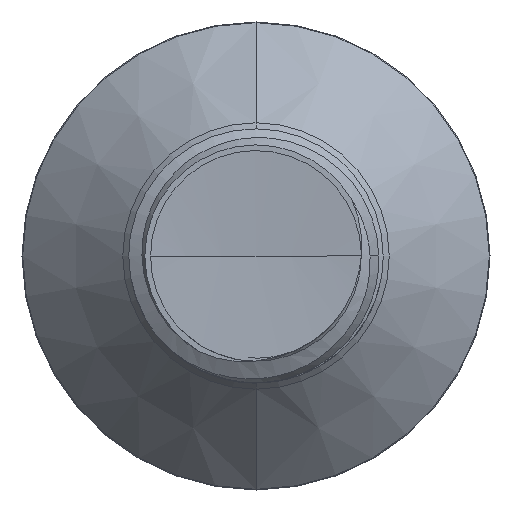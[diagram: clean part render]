
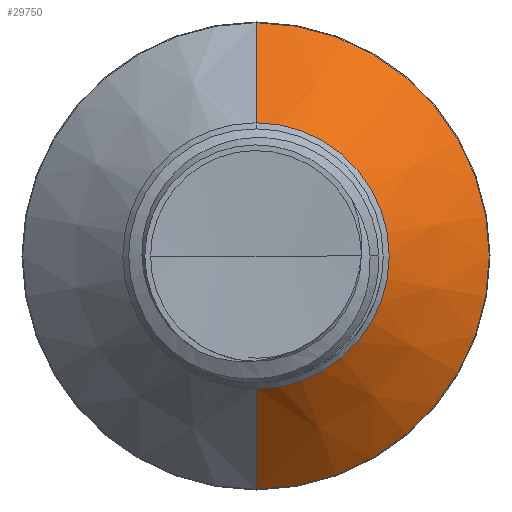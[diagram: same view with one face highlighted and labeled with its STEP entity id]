
A CAD part, front view. The second image highlights one B-rep face of the part: STEP entity #29750.
In plain terms, the highlighted conical face has half-angle 45 degrees and reference radius 2.619 mm.
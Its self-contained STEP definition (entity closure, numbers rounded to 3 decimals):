
#3 = CIRCLE ( 'NONE', #7962, 2.619 ) ;
#350 = ORIENTED_EDGE ( 'NONE', *, *, #10996, .T. ) ;
#550 = DIRECTION ( 'NONE',  ( 0., 1., 0. ) ) ;
#719 = VERTEX_POINT ( 'NONE', #18200 ) ;
#2756 = VECTOR ( 'NONE', #8516, 1000. ) ;
#3044 = CARTESIAN_POINT ( 'NONE',  ( 0., 11.631, 0. ) ) ;
#5157 = AXIS2_PLACEMENT_3D ( 'NONE', #3044, #550, #17710 ) ;
#6156 = EDGE_LOOP ( 'NONE', ( #25159, #350, #13569, #19854 ) ) ;
#7631 = EDGE_CURVE ( 'NONE', #9559, #8262, #9394, .T. ) ;
#7962 = AXIS2_PLACEMENT_3D ( 'NONE', #24143, #10016, #26371 ) ;
#8262 = VERTEX_POINT ( 'NONE', #20121 ) ;
#8372 = CARTESIAN_POINT ( 'NONE',  ( 0., 13.598, 0. ) ) ;
#8516 = DIRECTION ( 'NONE',  ( 0., 0.707, 0.707 ) ) ;
#9314 = EDGE_CURVE ( 'NONE', #8262, #19794, #26948, .T. ) ;
#9394 = LINE ( 'NONE', #13506, #2756 ) ;
#9559 = VERTEX_POINT ( 'NONE', #16264 ) ;
#10016 = DIRECTION ( 'NONE',  ( 0., 1., 0. ) ) ;
#10907 = DIRECTION ( 'NONE',  ( 0., 0., 1. ) ) ;
#10996 = EDGE_CURVE ( 'NONE', #719, #19794, #25907, .T. ) ;
#12644 = EDGE_CURVE ( 'NONE', #9559, #719, #3, .T. ) ;
#13506 = CARTESIAN_POINT ( 'NONE',  ( 0., 11.631, 2.619 ) ) ;
#13569 = ORIENTED_EDGE ( 'NONE', *, *, #9314, .F. ) ;
#16264 = CARTESIAN_POINT ( 'NONE',  ( 0., 11.631, 2.619 ) ) ;
#17710 = DIRECTION ( 'NONE',  ( 0., 0., 1. ) ) ;
#18200 = CARTESIAN_POINT ( 'NONE',  ( 0., 11.631, -2.619 ) ) ;
#19140 = VECTOR ( 'NONE', #23699, 1000. ) ;
#19794 = VERTEX_POINT ( 'NONE', #25999 ) ;
#19854 = ORIENTED_EDGE ( 'NONE', *, *, #7631, .F. ) ;
#20121 = CARTESIAN_POINT ( 'NONE',  ( 0., 13.598, 4.586 ) ) ;
#23699 = DIRECTION ( 'NONE',  ( 0., 0.707, -0.707 ) ) ;
#24143 = CARTESIAN_POINT ( 'NONE',  ( 0., 11.631, 0. ) ) ;
#24207 = CONICAL_SURFACE ( 'NONE', #5157, 2.619, 0.785 ) ;
#24906 = FACE_OUTER_BOUND ( 'NONE', #6156, .T. ) ;
#24935 = DIRECTION ( 'NONE',  ( 0., 1., 0. ) ) ;
#25159 = ORIENTED_EDGE ( 'NONE', *, *, #12644, .T. ) ;
#25661 = CARTESIAN_POINT ( 'NONE',  ( 0., 11.631, -2.619 ) ) ;
#25907 = LINE ( 'NONE', #25661, #19140 ) ;
#25999 = CARTESIAN_POINT ( 'NONE',  ( 0., 13.598, -4.586 ) ) ;
#26371 = DIRECTION ( 'NONE',  ( 0., 0., 1. ) ) ;
#26680 = AXIS2_PLACEMENT_3D ( 'NONE', #8372, #24935, #10907 ) ;
#26948 = CIRCLE ( 'NONE', #26680, 4.586 ) ;
#29750 = ADVANCED_FACE ( 'NONE', ( #24906 ), #24207, .T. ) ;
